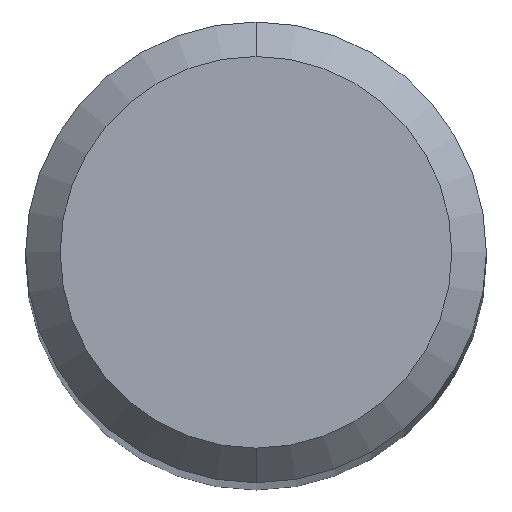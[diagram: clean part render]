
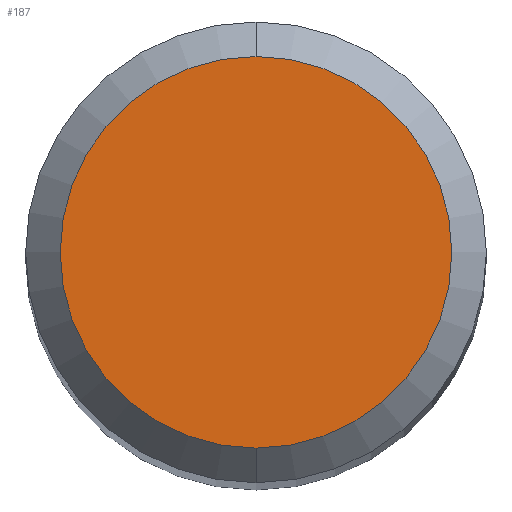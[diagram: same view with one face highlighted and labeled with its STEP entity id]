
A CAD part, top view. The second image highlights one B-rep face of the part: STEP entity #187.
In plain terms, the highlighted planar face has unit normal (0, 0, 1).
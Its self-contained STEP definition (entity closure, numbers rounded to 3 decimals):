
#187=ADVANCED_FACE('',(#502),#503,.T.);
#197=VERTEX_POINT('',#513);
#251=EDGE_CURVE('',#197,#385,#574,.T.);
#385=VERTEX_POINT('',#725);
#447=EDGE_CURVE('',#385,#197,#793,.T.);
#502=FACE_OUTER_BOUND('',#857,.T.);
#503=PLANE('',#858);
#513=CARTESIAN_POINT('',(0.,-1.7,0.0));
#574=CIRCLE('',#975,1.7);
#725=CARTESIAN_POINT('',(0.0,1.7,0.0));
#793=CIRCLE('',#1404,1.7);
#857=EDGE_LOOP('',(#1484,#1485));
#858=AXIS2_PLACEMENT_3D('',#1486,#1487,#1488);
#975=AXIS2_PLACEMENT_3D('',#1569,#1570,#1571);
#1404=AXIS2_PLACEMENT_3D('',#1819,#1820,#1821);
#1484=ORIENTED_EDGE('',*,*,#447,.F.);
#1485=ORIENTED_EDGE('',*,*,#251,.F.);
#1486=CARTESIAN_POINT('',(0.0,0.85,0.0));
#1487=DIRECTION('',(-0.0,0.0,1.0));
#1488=DIRECTION('',(0.0,-1.0,0.0));
#1569=CARTESIAN_POINT('',(0.0,0.0,0.0));
#1570=DIRECTION('',(0.0,0.0,-1.0));
#1571=DIRECTION('',(0.0,1.0,0.0));
#1819=CARTESIAN_POINT('',(0.0,0.0,0.0));
#1820=DIRECTION('',(0.0,0.0,-1.0));
#1821=DIRECTION('',(0.0,1.0,0.0));
